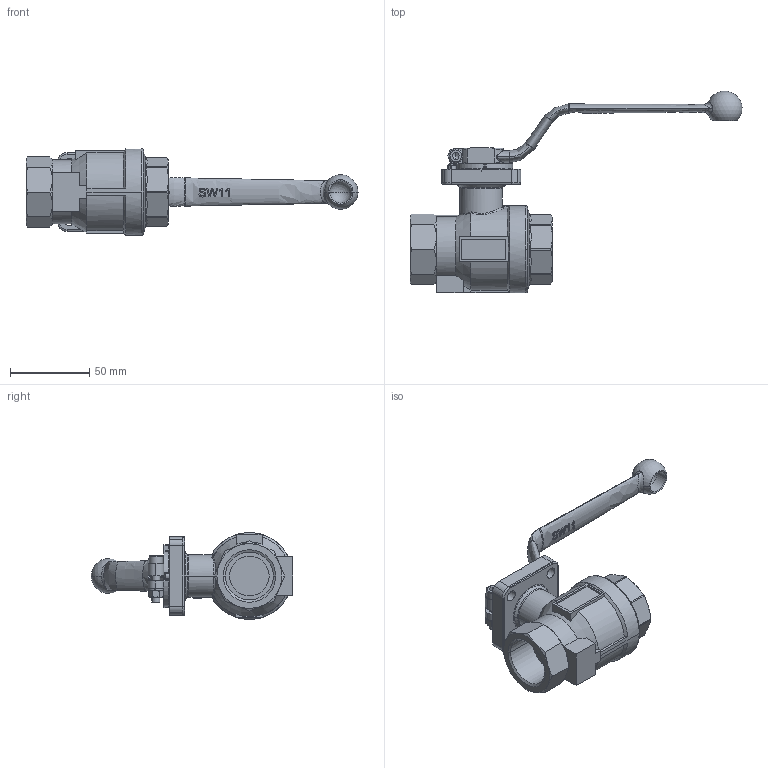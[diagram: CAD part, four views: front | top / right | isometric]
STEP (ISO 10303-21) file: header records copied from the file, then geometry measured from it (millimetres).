
FILE_DESCRIPTION(('STEP AP214'),'1');
FILE_NAME('valve_87s-dn-100-1_.stp','2018-05-16T22:04:12',('TraceParts'),('TraceParts S.A.'),'Spatial InterOp 3D',' ',' ');
FILE_SCHEMA(('automotive_design'));
Length unit declared in the file: millimetre
Products named in the file (3): Volumenkörper2; valve_87s-dn-100-1__2; valve_87s-dn-100-1__3
Bounding box: 209.98 x 127.6 x 55 mm (x, y, z)
Volume: 185944 mm3; surface area: 47622.6 mm2
Topology: 3 solids, 3 shells, 692 faces, 1882 edges, 1202 vertices
Faces by surface type: plane 312, cylinder 134, bspline 124, cone 66, torus 48, sphere 8
Entity records: 31915 total; most frequent: CARTESIAN_POINT 9931, ORIENTED_EDGE 3726, DIRECTION 3000, EDGE_CURVE 1863, VERTEX_POINT 1202, AXIS2_PLACEMENT_3D 1047, LINE 906, VECTOR 906
